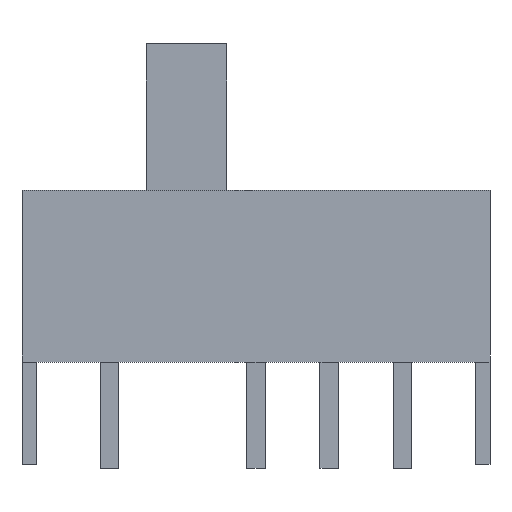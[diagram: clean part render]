
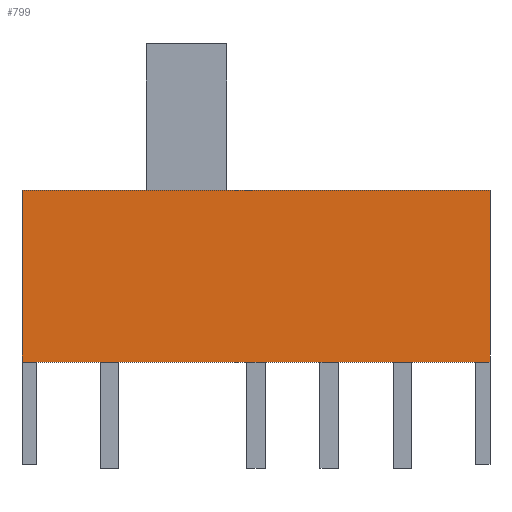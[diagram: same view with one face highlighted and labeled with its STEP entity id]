
A CAD part, front view. The second image highlights one B-rep face of the part: STEP entity #799.
In plain terms, the highlighted planar face has unit normal (0, -1, 0).
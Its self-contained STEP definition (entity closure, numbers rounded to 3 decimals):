
#65=FACE_OUTER_BOUND('',#112,.T.);
#112=EDGE_LOOP('',(#691,#692,#693,#694));
#129=LINE('',#1082,#235);
#217=LINE('',#1262,#323);
#218=LINE('',#1265,#324);
#219=LINE('',#1266,#325);
#235=VECTOR('',#884,10.);
#323=VECTOR('',#1040,10.);
#324=VECTOR('',#1043,10.);
#325=VECTOR('',#1044,10.);
#337=VERTEX_POINT('',#1079);
#338=VERTEX_POINT('',#1081);
#396=VERTEX_POINT('',#1260);
#397=VERTEX_POINT('',#1264);
#411=EDGE_CURVE('',#337,#338,#129,.T.);
#499=EDGE_CURVE('',#337,#396,#217,.T.);
#500=EDGE_CURVE('',#397,#396,#218,.T.);
#501=EDGE_CURVE('',#338,#397,#219,.T.);
#691=ORIENTED_EDGE('',*,*,#411,.F.);
#692=ORIENTED_EDGE('',*,*,#499,.T.);
#693=ORIENTED_EDGE('',*,*,#500,.F.);
#694=ORIENTED_EDGE('',*,*,#501,.F.);
#756=PLANE('',#856);
#799=ADVANCED_FACE('',(#65),#756,.T.);
#856=AXIS2_PLACEMENT_3D('',#1263,#1041,#1042);
#884=DIRECTION('',(-1.,0.,0.));
#1040=DIRECTION('',(0.,0.,1.));
#1041=DIRECTION('center_axis',(0.,-1.,0.));
#1042=DIRECTION('ref_axis',(1.,0.,0.));
#1043=DIRECTION('',(1.,0.,0.));
#1044=DIRECTION('',(0.,0.,1.));
#1079=CARTESIAN_POINT('',(6.4,-2.2,0.));
#1081=CARTESIAN_POINT('',(-6.4,-2.2,0.));
#1082=CARTESIAN_POINT('',(6.4,-2.2,0.));
#1260=CARTESIAN_POINT('',(6.4,-2.2,4.7));
#1262=CARTESIAN_POINT('',(6.4,-2.2,0.));
#1263=CARTESIAN_POINT('Origin',(-6.4,-2.2,0.));
#1264=CARTESIAN_POINT('',(-6.4,-2.2,4.7));
#1265=CARTESIAN_POINT('',(6.4,-2.2,4.7));
#1266=CARTESIAN_POINT('',(-6.4,-2.2,0.));
